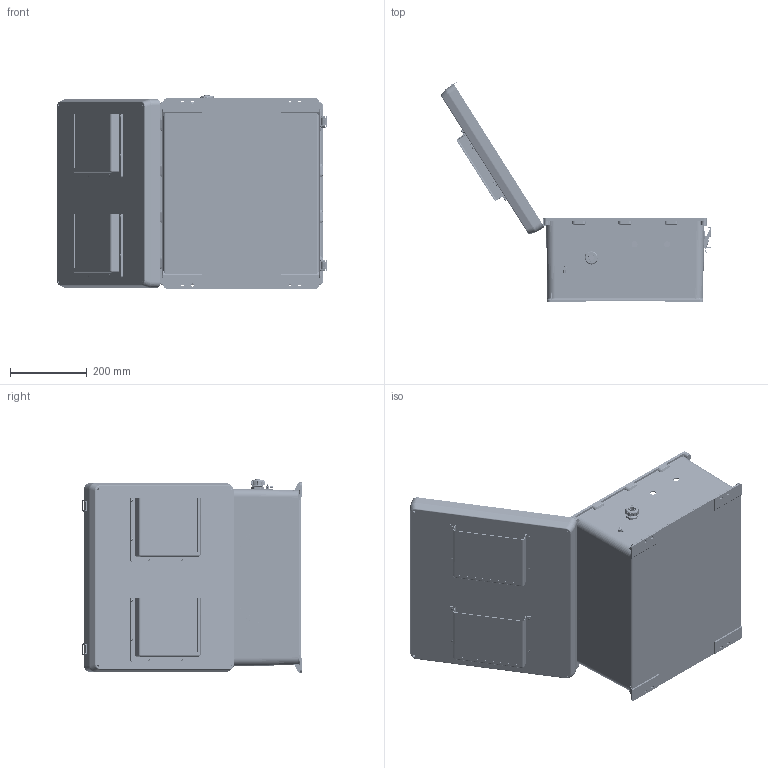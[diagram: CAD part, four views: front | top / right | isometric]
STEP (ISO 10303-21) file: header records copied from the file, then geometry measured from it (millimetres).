
FILE_DESCRIPTION (( 'STEP AP214' ), '1' );
FILE_NAME ('NB181608-50V_3D.step', '2025-10-06T15:12:09', ( '' ), ( '' ), 'SwSTEP 2.0', 'SolidWorks 2025', '' );
FILE_SCHEMA (( 'AUTOMOTIVE_DESIGN' ));
Length unit declared in the file: inch
Products named in the file (26): XCT-0011; NB181608-Hinge; XCT-0005; XFN-0003; NB181608-Lid-Vented; NB181608-50V_3D; XCTB-0002; XFS-0026; XFR-0005; NEMA 18_500 GroundWire; XF685-01; XFN-0002; XF903-01; NB181608-DoorClasp-1; XC-0003; XFS-0023_92470A148; NB181608-DoorClasp-2; XM220-01-UL; XF797-02; NB181608-Box; 10-32 NEMA PLATE SCREW; XFS-0017; Fan Screen-120x120 ALUM; XFN-0013; XCT-0010; XFW-0002
Assembly tree (65 placements, depth 2):
  NB181608-50V_3D
    NB181608-Box
    NB181608-Hinge  x2
    NB181608-Lid-Vented
    NB181608-DoorClasp-1  x2
    NB181608-DoorClasp-2  x2
    XF685-01
    XF903-01  x4
    XCTB-0002
    10-32 NEMA PLATE SCREW  x4
    XFN-0013  x2
    XF797-02
    XFS-0017  x3
    XCT-0011
    XCT-0010
    XFN-0003  x2
    XC-0003
    XCT-0005
    XFW-0002
    XFS-0026
    NEMA 18_500 GroundWire
    XM220-01-UL  x2
    XFN-0002  x8
    Fan Screen-120x120 ALUM  x2
    XFR-0005  x12
    XFS-0023_92470A148  x8
Bounding box: 703.32 x 571.16 x 502.84 mm (x, y, z)
Volume: 3663163.4 mm3; surface area: 2377422.9 mm2
Topology: 71 solids, 72 shells, 6342 faces, 16804 edges, 10612 vertices
Faces by surface type: cylinder 2892, plane 1655, cone 1131, bspline 366, torus 262, sphere 36
Entity records: 133331 total; most frequent: CARTESIAN_POINT 44671, ORIENTED_EDGE 18656, DIRECTION 17798, EDGE_CURVE 9328, AXIS2_PLACEMENT_3D 6737, VERTEX_POINT 5882, EDGE_LOOP 4504, LINE 4324
